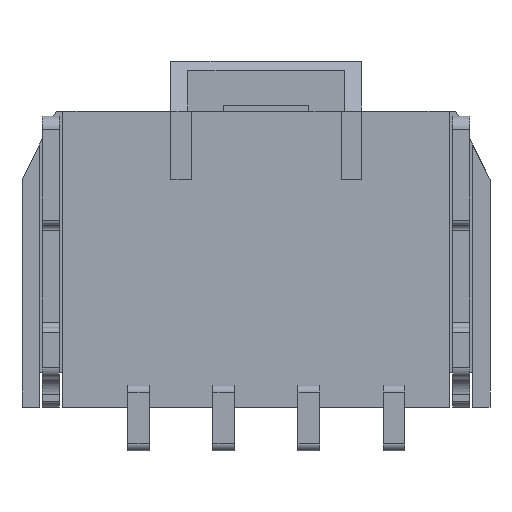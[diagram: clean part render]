
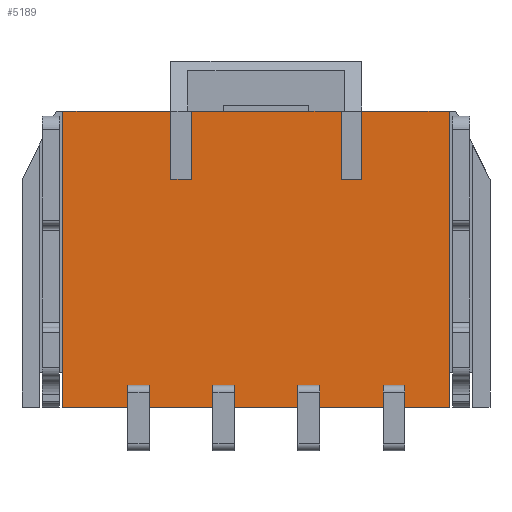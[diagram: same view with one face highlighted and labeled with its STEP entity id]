
A CAD part, front view. The second image highlights one B-rep face of the part: STEP entity #5189.
In plain terms, the highlighted planar face has unit normal (0, -1, 0).
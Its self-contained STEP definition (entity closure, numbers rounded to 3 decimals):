
#447=FACE_OUTER_BOUND('',#718,.T.);
#718=EDGE_LOOP('',(#4556,#4557,#4558,#4559,#4560,#4561,#4562,#4563,#4564,
#4565,#4566,#4567,#4568,#4569,#4570,#4571,#4572,#4573,#4574,#4575,#4576,
#4577,#4578,#4579,#4580,#4581,#4582,#4583));
#850=LINE('',#7256,#1465);
#854=LINE('',#7266,#1469);
#859=LINE('',#7278,#1474);
#946=LINE('',#7477,#1561);
#950=LINE('',#7487,#1565);
#955=LINE('',#7499,#1570);
#1031=LINE('',#7680,#1646);
#1085=LINE('',#7805,#1700);
#1093=LINE('',#7821,#1708);
#1097=LINE('',#7830,#1712);
#1103=LINE('',#7842,#1718);
#1105=LINE('',#7846,#1720);
#1106=LINE('',#7848,#1721);
#1108=LINE('',#7852,#1723);
#1175=LINE('',#8010,#1790);
#1179=LINE('',#8020,#1794);
#1184=LINE('',#8032,#1799);
#1201=LINE('',#8064,#1816);
#1202=LINE('',#8065,#1817);
#1203=LINE('',#8066,#1818);
#1257=LINE('',#8194,#1872);
#1260=LINE('',#8203,#1875);
#1264=LINE('',#8214,#1879);
#1266=LINE('',#8218,#1881);
#1267=LINE('',#8219,#1882);
#1268=LINE('',#8220,#1883);
#1269=LINE('',#8221,#1884);
#1270=LINE('',#8222,#1885);
#1465=VECTOR('',#5843,1000.);
#1469=VECTOR('',#5855,1000.);
#1474=VECTOR('',#5870,1000.);
#1561=VECTOR('',#6041,1000.);
#1565=VECTOR('',#6053,1000.);
#1570=VECTOR('',#6068,1000.);
#1646=VECTOR('',#6240,1000.);
#1700=VECTOR('',#6370,1000.);
#1708=VECTOR('',#6382,1000.);
#1712=VECTOR('',#6388,1000.);
#1718=VECTOR('',#6398,1000.);
#1720=VECTOR('',#6402,1000.);
#1721=VECTOR('',#6405,1000.);
#1723=VECTOR('',#6409,1000.);
#1790=VECTOR('',#6550,1000.);
#1794=VECTOR('',#6562,1000.);
#1799=VECTOR('',#6577,1000.);
#1816=VECTOR('',#6606,1000.);
#1817=VECTOR('',#6607,1000.);
#1818=VECTOR('',#6608,1000.);
#1872=VECTOR('',#6730,1000.);
#1875=VECTOR('',#6741,1000.);
#1879=VECTOR('',#6755,1000.);
#1881=VECTOR('',#6761,1000.);
#1882=VECTOR('',#6762,1000.);
#1883=VECTOR('',#6763,1000.);
#1884=VECTOR('',#6764,1000.);
#1885=VECTOR('',#6765,1000.);
#2072=VERTEX_POINT('',#7252);
#2073=VERTEX_POINT('',#7254);
#2074=VERTEX_POINT('',#7262);
#2077=VERTEX_POINT('',#7276);
#2146=VERTEX_POINT('',#7473);
#2147=VERTEX_POINT('',#7475);
#2148=VERTEX_POINT('',#7483);
#2151=VERTEX_POINT('',#7497);
#2203=VERTEX_POINT('',#7669);
#2208=VERTEX_POINT('',#7678);
#2240=VERTEX_POINT('',#7802);
#2241=VERTEX_POINT('',#7804);
#2246=VERTEX_POINT('',#7817);
#2247=VERTEX_POINT('',#7819);
#2249=VERTEX_POINT('',#7824);
#2251=VERTEX_POINT('',#7828);
#2254=VERTEX_POINT('',#7838);
#2255=VERTEX_POINT('',#7840);
#2256=VERTEX_POINT('',#7844);
#2257=VERTEX_POINT('',#7850);
#2310=VERTEX_POINT('',#8006);
#2311=VERTEX_POINT('',#8008);
#2312=VERTEX_POINT('',#8016);
#2315=VERTEX_POINT('',#8030);
#2363=VERTEX_POINT('',#8190);
#2364=VERTEX_POINT('',#8192);
#2365=VERTEX_POINT('',#8199);
#2368=VERTEX_POINT('',#8212);
#2576=EDGE_CURVE('',#2073,#2072,#850,.T.);
#2581=EDGE_CURVE('',#2074,#2072,#854,.T.);
#2587=EDGE_CURVE('',#2077,#2073,#859,.T.);
#2684=EDGE_CURVE('',#2147,#2146,#946,.T.);
#2689=EDGE_CURVE('',#2148,#2146,#950,.T.);
#2695=EDGE_CURVE('',#2151,#2147,#955,.T.);
#2787=EDGE_CURVE('',#2208,#2203,#1031,.T.);
#2851=EDGE_CURVE('',#2241,#2240,#1085,.T.);
#2859=EDGE_CURVE('',#2247,#2246,#1093,.T.);
#2863=EDGE_CURVE('',#2249,#2251,#1097,.T.);
#2869=EDGE_CURVE('',#2255,#2254,#1103,.T.);
#2871=EDGE_CURVE('',#2246,#2256,#1105,.T.);
#2872=EDGE_CURVE('',#2254,#2251,#1106,.T.);
#2874=EDGE_CURVE('',#2257,#2256,#1108,.T.);
#2951=EDGE_CURVE('',#2311,#2310,#1175,.T.);
#2956=EDGE_CURVE('',#2312,#2310,#1179,.T.);
#2962=EDGE_CURVE('',#2315,#2311,#1184,.T.);
#2979=EDGE_CURVE('',#2241,#2255,#1201,.T.);
#2980=EDGE_CURVE('',#2249,#2247,#1202,.T.);
#2981=EDGE_CURVE('',#2257,#2208,#1203,.T.);
#3045=EDGE_CURVE('',#2364,#2363,#1257,.T.);
#3049=EDGE_CURVE('',#2365,#2363,#1260,.T.);
#3054=EDGE_CURVE('',#2368,#2364,#1264,.T.);
#3056=EDGE_CURVE('',#2203,#2368,#1266,.T.);
#3057=EDGE_CURVE('',#2365,#2151,#1267,.T.);
#3058=EDGE_CURVE('',#2148,#2077,#1268,.T.);
#3059=EDGE_CURVE('',#2074,#2315,#1269,.T.);
#3060=EDGE_CURVE('',#2312,#2240,#1270,.T.);
#4556=ORIENTED_EDGE('',*,*,#2869,.F.);
#4557=ORIENTED_EDGE('',*,*,#2979,.F.);
#4558=ORIENTED_EDGE('',*,*,#2851,.T.);
#4559=ORIENTED_EDGE('',*,*,#3060,.F.);
#4560=ORIENTED_EDGE('',*,*,#2956,.T.);
#4561=ORIENTED_EDGE('',*,*,#2951,.F.);
#4562=ORIENTED_EDGE('',*,*,#2962,.F.);
#4563=ORIENTED_EDGE('',*,*,#3059,.F.);
#4564=ORIENTED_EDGE('',*,*,#2581,.T.);
#4565=ORIENTED_EDGE('',*,*,#2576,.F.);
#4566=ORIENTED_EDGE('',*,*,#2587,.F.);
#4567=ORIENTED_EDGE('',*,*,#3058,.F.);
#4568=ORIENTED_EDGE('',*,*,#2689,.T.);
#4569=ORIENTED_EDGE('',*,*,#2684,.F.);
#4570=ORIENTED_EDGE('',*,*,#2695,.F.);
#4571=ORIENTED_EDGE('',*,*,#3057,.F.);
#4572=ORIENTED_EDGE('',*,*,#3049,.T.);
#4573=ORIENTED_EDGE('',*,*,#3045,.F.);
#4574=ORIENTED_EDGE('',*,*,#3054,.F.);
#4575=ORIENTED_EDGE('',*,*,#3056,.F.);
#4576=ORIENTED_EDGE('',*,*,#2787,.F.);
#4577=ORIENTED_EDGE('',*,*,#2981,.F.);
#4578=ORIENTED_EDGE('',*,*,#2874,.T.);
#4579=ORIENTED_EDGE('',*,*,#2871,.F.);
#4580=ORIENTED_EDGE('',*,*,#2859,.F.);
#4581=ORIENTED_EDGE('',*,*,#2980,.F.);
#4582=ORIENTED_EDGE('',*,*,#2863,.T.);
#4583=ORIENTED_EDGE('',*,*,#2872,.F.);
#4793=PLANE('',#5581);
#5189=ADVANCED_FACE('',(#447),#4793,.F.);
#5581=AXIS2_PLACEMENT_3D('',#8393,#6933,#6934);
#5843=DIRECTION('',(-1.,0.,0.));
#5855=DIRECTION('',(0.,0.,1.));
#5870=DIRECTION('',(0.,0.,1.));
#6041=DIRECTION('',(-1.,0.,0.));
#6053=DIRECTION('',(0.,0.,1.));
#6068=DIRECTION('',(0.,0.,1.));
#6240=DIRECTION('',(0.,0.,-1.));
#6370=DIRECTION('',(0.,0.,-1.));
#6382=DIRECTION('',(0.,0.,-1.));
#6388=DIRECTION('',(0.,0.,-1.));
#6398=DIRECTION('',(0.,0.,-1.));
#6402=DIRECTION('',(1.,0.,0.));
#6405=DIRECTION('',(1.,0.,0.));
#6409=DIRECTION('',(0.,0.,-1.));
#6550=DIRECTION('',(-1.,0.,0.));
#6562=DIRECTION('',(0.,0.,1.));
#6577=DIRECTION('',(0.,0.,1.));
#6606=DIRECTION('',(1.,0.,0.));
#6607=DIRECTION('',(1.,0.,0.));
#6608=DIRECTION('',(1.,0.,0.));
#6730=DIRECTION('',(-1.,0.,0.));
#6741=DIRECTION('',(0.,0.,1.));
#6755=DIRECTION('',(0.,0.,1.));
#6761=DIRECTION('',(-1.,0.,0.));
#6762=DIRECTION('',(-1.,0.,0.));
#6763=DIRECTION('',(-1.,0.,0.));
#6764=DIRECTION('',(-1.,0.,0.));
#6765=DIRECTION('',(-1.,0.,0.));
#6933=DIRECTION('center_axis',(0.,1.,0.));
#6934=DIRECTION('ref_axis',(1.,0.,0.));
#7252=CARTESIAN_POINT('',(-1.268,-1.74,-3.707));
#7254=CARTESIAN_POINT('',(-0.633,-1.74,-3.707));
#7256=CARTESIAN_POINT('',(-0.633,-1.74,-3.707));
#7262=CARTESIAN_POINT('',(-1.268,-1.74,-4.345));
#7266=CARTESIAN_POINT('',(-1.268,-1.74,-4.345));
#7276=CARTESIAN_POINT('',(-0.633,-1.74,-4.345));
#7278=CARTESIAN_POINT('',(-0.633,-1.74,-4.345));
#7473=CARTESIAN_POINT('',(1.233,-1.74,-3.707));
#7475=CARTESIAN_POINT('',(1.868,-1.74,-3.707));
#7477=CARTESIAN_POINT('',(1.868,-1.74,-3.707));
#7483=CARTESIAN_POINT('',(1.233,-1.74,-4.345));
#7487=CARTESIAN_POINT('',(1.233,-1.74,-4.345));
#7497=CARTESIAN_POINT('',(1.868,-1.74,-4.345));
#7499=CARTESIAN_POINT('',(1.868,-1.74,-4.345));
#7669=CARTESIAN_POINT('',(5.67,-1.74,-4.345));
#7678=CARTESIAN_POINT('',(5.67,-1.74,4.345));
#7680=CARTESIAN_POINT('',(5.67,-1.74,4.345));
#7802=CARTESIAN_POINT('',(-5.67,-1.74,-4.345));
#7804=CARTESIAN_POINT('',(-5.67,-1.74,4.345));
#7805=CARTESIAN_POINT('',(-5.67,-1.74,4.345));
#7817=CARTESIAN_POINT('',(2.5,-1.74,2.345));
#7819=CARTESIAN_POINT('',(2.5,-1.74,4.345));
#7821=CARTESIAN_POINT('',(2.5,-1.74,4.345));
#7824=CARTESIAN_POINT('',(-1.9,-1.74,4.345));
#7828=CARTESIAN_POINT('',(-1.9,-1.74,2.345));
#7830=CARTESIAN_POINT('',(-1.9,-1.74,4.345));
#7838=CARTESIAN_POINT('',(-2.5,-1.74,2.345));
#7840=CARTESIAN_POINT('',(-2.5,-1.74,4.345));
#7842=CARTESIAN_POINT('',(-2.5,-1.74,4.345));
#7844=CARTESIAN_POINT('',(3.1,-1.74,2.345));
#7846=CARTESIAN_POINT('',(2.5,-1.74,2.345));
#7848=CARTESIAN_POINT('',(-2.5,-1.74,2.345));
#7850=CARTESIAN_POINT('',(3.1,-1.74,4.345));
#7852=CARTESIAN_POINT('',(3.1,-1.74,4.345));
#8006=CARTESIAN_POINT('',(-3.768,-1.74,-3.707));
#8008=CARTESIAN_POINT('',(-3.133,-1.74,-3.707));
#8010=CARTESIAN_POINT('',(-3.133,-1.74,-3.707));
#8016=CARTESIAN_POINT('',(-3.768,-1.74,-4.345));
#8020=CARTESIAN_POINT('',(-3.768,-1.74,-4.345));
#8030=CARTESIAN_POINT('',(-3.133,-1.74,-4.345));
#8032=CARTESIAN_POINT('',(-3.133,-1.74,-4.345));
#8064=CARTESIAN_POINT('',(-5.67,-1.74,4.345));
#8065=CARTESIAN_POINT('',(-1.9,-1.74,4.345));
#8066=CARTESIAN_POINT('',(3.1,-1.74,4.345));
#8190=CARTESIAN_POINT('',(3.733,-1.74,-3.707));
#8192=CARTESIAN_POINT('',(4.368,-1.74,-3.707));
#8194=CARTESIAN_POINT('',(4.368,-1.74,-3.707));
#8199=CARTESIAN_POINT('',(3.733,-1.74,-4.345));
#8203=CARTESIAN_POINT('',(3.733,-1.74,-4.345));
#8212=CARTESIAN_POINT('',(4.368,-1.74,-4.345));
#8214=CARTESIAN_POINT('',(4.368,-1.74,-4.345));
#8218=CARTESIAN_POINT('',(5.67,-1.74,-4.345));
#8219=CARTESIAN_POINT('',(3.733,-1.74,-4.345));
#8220=CARTESIAN_POINT('',(1.233,-1.74,-4.345));
#8221=CARTESIAN_POINT('',(-1.268,-1.74,-4.345));
#8222=CARTESIAN_POINT('',(-3.768,-1.74,-4.345));
#8393=CARTESIAN_POINT('Origin',(0.,-1.74,0.));
